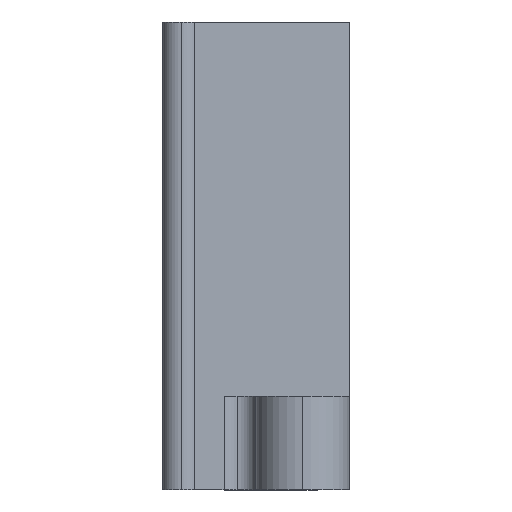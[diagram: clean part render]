
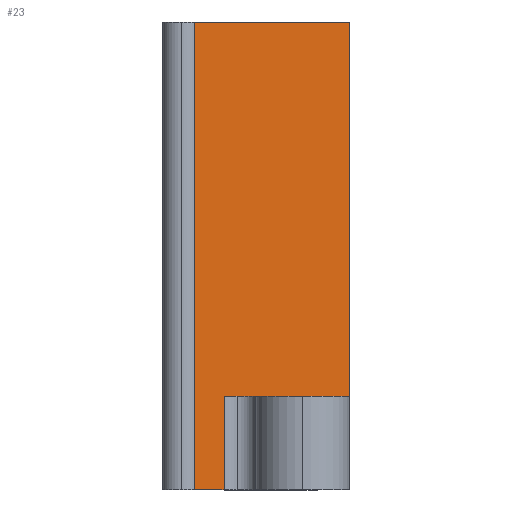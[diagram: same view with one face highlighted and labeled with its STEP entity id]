
A CAD part, left-side view. The second image highlights one B-rep face of the part: STEP entity #23.
In plain terms, the highlighted planar face has unit normal (-0.707, -0.707, 0).
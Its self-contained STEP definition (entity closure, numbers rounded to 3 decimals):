
#14 = LINE ( 'NONE', #455, #784 ) ;
#23 = ADVANCED_FACE ( 'NONE', ( #783 ), #713, .T. ) ;
#55 = CARTESIAN_POINT ( 'NONE',  ( 21.25, 21.25, 0. ) ) ;
#62 = DIRECTION ( 'NONE',  ( 0., 0., -1. ) ) ;
#78 = ORIENTED_EDGE ( 'NONE', *, *, #663, .T. ) ;
#79 = EDGE_CURVE ( 'NONE', #824, #304, #763, .T. ) ;
#126 = CARTESIAN_POINT ( 'NONE',  ( 45., -2.5, 25. ) ) ;
#127 = VECTOR ( 'NONE', #164, 1000. ) ;
#164 = DIRECTION ( 'NONE',  ( 0.707, -0.707, 0. ) ) ;
#242 = AXIS2_PLACEMENT_3D ( 'NONE', #484, #408, #247 ) ;
#243 = DIRECTION ( 'NONE',  ( 0.707, -0.707, 0. ) ) ;
#244 = VERTEX_POINT ( 'NONE', #540 ) ;
#247 = DIRECTION ( 'NONE',  ( 0.707, -0.707, 0. ) ) ;
#262 = LINE ( 'NONE', #126, #397 ) ;
#304 = VERTEX_POINT ( 'NONE', #612 ) ;
#318 = VERTEX_POINT ( 'NONE', #679 ) ;
#335 = DIRECTION ( 'NONE',  ( -0.707, 0.707, 0. ) ) ;
#343 = LINE ( 'NONE', #55, #385 ) ;
#346 = CARTESIAN_POINT ( 'NONE',  ( 45., -2.5, 25. ) ) ;
#385 = VECTOR ( 'NONE', #335, 1000. ) ;
#397 = VECTOR ( 'NONE', #944, 1000. ) ;
#403 = VERTEX_POINT ( 'NONE', #571 ) ;
#408 = DIRECTION ( 'NONE',  ( -0.707, -0.707, 0. ) ) ;
#421 = EDGE_CURVE ( 'NONE', #479, #318, #262, .T. ) ;
#451 = ORIENTED_EDGE ( 'NONE', *, *, #510, .T. ) ;
#455 = CARTESIAN_POINT ( 'NONE',  ( 38.293, 4.207, 5. ) ) ;
#458 = ORIENTED_EDGE ( 'NONE', *, *, #79, .T. ) ;
#461 = EDGE_LOOP ( 'NONE', ( #451, #78, #627, #733, #458, #701 ) ) ;
#479 = VERTEX_POINT ( 'NONE', #346 ) ;
#484 = CARTESIAN_POINT ( 'NONE',  ( 21.25, 21.25, 5. ) ) ;
#510 = EDGE_CURVE ( 'NONE', #244, #403, #14, .T. ) ;
#540 = CARTESIAN_POINT ( 'NONE',  ( 38.293, 4.207, 0. ) ) ;
#571 = CARTESIAN_POINT ( 'NONE',  ( 38.293, 4.207, 5. ) ) ;
#612 = CARTESIAN_POINT ( 'NONE',  ( 36.707, 5.793, 0. ) ) ;
#622 = CARTESIAN_POINT ( 'NONE',  ( 36.707, 5.793, 5. ) ) ;
#627 = ORIENTED_EDGE ( 'NONE', *, *, #421, .F. ) ;
#633 = CARTESIAN_POINT ( 'NONE',  ( 38.293, 4.207, 25. ) ) ;
#654 = CARTESIAN_POINT ( 'NONE',  ( 36.707, 5.793, 25. ) ) ;
#663 = EDGE_CURVE ( 'NONE', #403, #318, #837, .T. ) ;
#679 = CARTESIAN_POINT ( 'NONE',  ( 45., -2.5, 5. ) ) ;
#701 = ORIENTED_EDGE ( 'NONE', *, *, #901, .F. ) ;
#713 = PLANE ( 'NONE',  #242 ) ;
#724 = EDGE_CURVE ( 'NONE', #824, #479, #851, .T. ) ;
#733 = ORIENTED_EDGE ( 'NONE', *, *, #724, .F. ) ;
#758 = CARTESIAN_POINT ( 'NONE',  ( 38.293, 4.207, 5. ) ) ;
#763 = LINE ( 'NONE', #622, #955 ) ;
#783 = FACE_OUTER_BOUND ( 'NONE', #461, .T. ) ;
#784 = VECTOR ( 'NONE', #828, 1000. ) ;
#824 = VERTEX_POINT ( 'NONE', #654 ) ;
#828 = DIRECTION ( 'NONE',  ( 0., 0., 1. ) ) ;
#837 = LINE ( 'NONE', #758, #863 ) ;
#851 = LINE ( 'NONE', #633, #127 ) ;
#863 = VECTOR ( 'NONE', #243, 1000. ) ;
#901 = EDGE_CURVE ( 'NONE', #244, #304, #343, .T. ) ;
#944 = DIRECTION ( 'NONE',  ( 0., 0., -1. ) ) ;
#955 = VECTOR ( 'NONE', #62, 1000. ) ;
